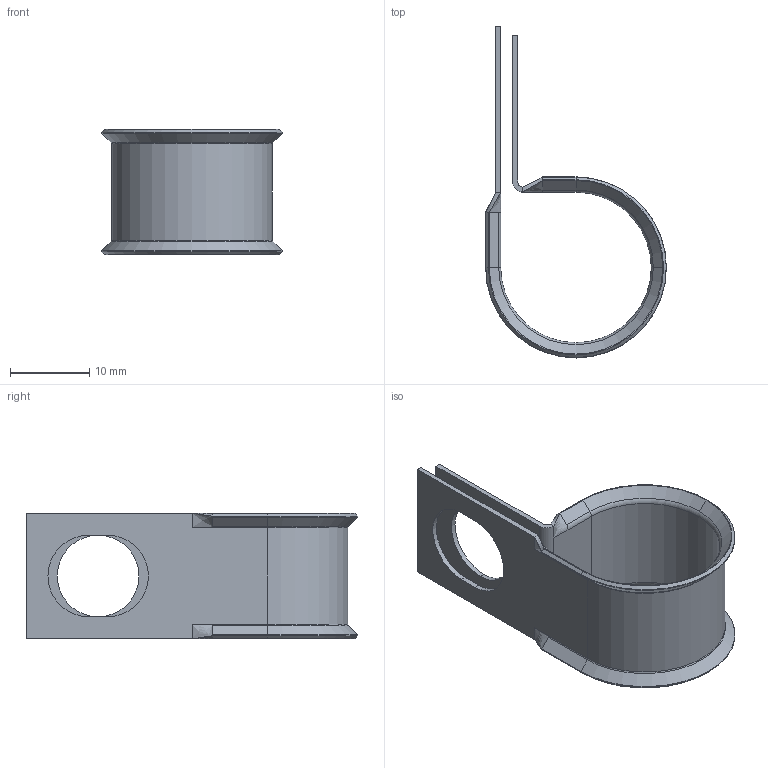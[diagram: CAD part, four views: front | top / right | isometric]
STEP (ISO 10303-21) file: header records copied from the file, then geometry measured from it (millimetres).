
FILE_DESCRIPTION (( 'STEP AP214' ), '1' );
FILE_NAME ('CF 1213Z2.step', '2018-10-31T15:18:53', ( 'User' ), ( 'Microsoft' ), 'SwSTEP 2.0', 'SolidWorks 2018', '' );
FILE_SCHEMA (( 'AUTOMOTIVE_DESIGN' ));
Length unit declared in the file: inch
Products named in the file (1): CF 1213Z2
Bounding box: 22.88 x 41.97 x 15.88 mm (x, y, z)
Volume: 957.9 mm3; surface area: 3214 mm2
Topology: 1 solids, 1 shells, 85 faces, 202 edges, 119 vertices
Faces by surface type: cylinder 28, plane 27, bspline 13, cone 9, torus 8
Entity records: 3151 total; most frequent: CARTESIAN_POINT 1175, ORIENTED_EDGE 404, DIRECTION 397, EDGE_CURVE 202, AXIS2_PLACEMENT_3D 137, VECTOR 123, LINE 123, VERTEX_POINT 119
